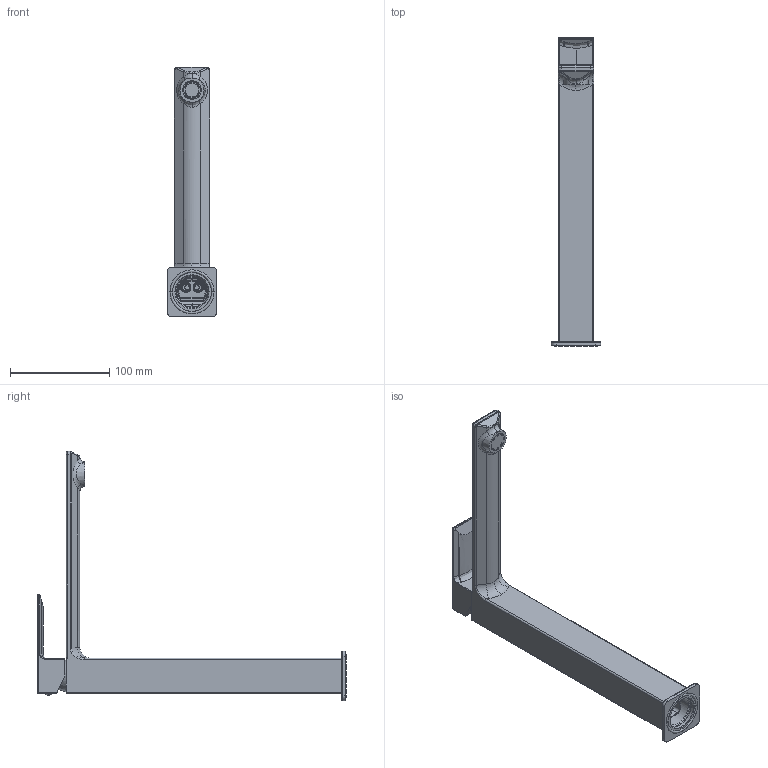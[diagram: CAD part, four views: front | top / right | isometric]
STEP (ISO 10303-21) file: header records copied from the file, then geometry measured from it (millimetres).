
FILE_DESCRIPTION((''),'2;1');
FILE_NAME('EL081HCR_SW0001','2024-10-10T11:20:16',('alberto.gaboardi'),('PAFFONI SpA'),'CREO PARAMETRIC BY PTC INC, 2022124','CREO PARAMETRIC BY PTC INC, 2022124','');
FILE_SCHEMA(('CONFIG_CONTROL_DESIGN','SHAPE_APPEARANCE_LAYERS_GROUPS'));
Products named in the file (1): EL081HCR_SW0001
Bounding box: 50 x 311.03 x 251.5 mm (x, y, z)
Volume: 243959.3 mm3; surface area: 126699.5 mm2
Topology: 1 solids, 1 shells, 4581 faces, 12801 edges, 8166 vertices
Faces by surface type: plane 3455, cylinder 700, bspline 217, torus 89, cone 80, extrusion 22, sphere 18
Entity records: 229505 total; most frequent: CARTESIAN_POINT 88850, ORIENTED_EDGE 25576, DIRECTION 16106, EDGE_CURVE 12788, VERTEX_POINT 8166, B_SPLINE_CURVE_WITH_KNOTS 6379, VECTOR 5484, LINE 5462
